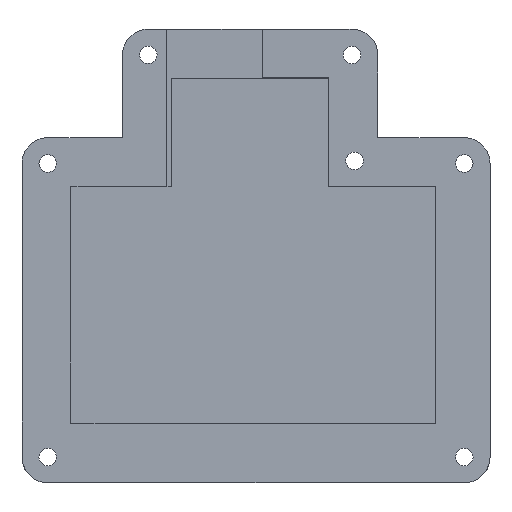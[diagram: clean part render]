
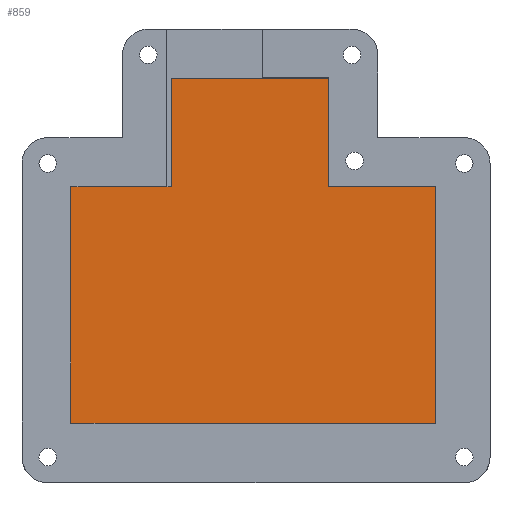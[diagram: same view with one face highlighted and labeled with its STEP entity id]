
A CAD part, top view. The second image highlights one B-rep face of the part: STEP entity #859.
In plain terms, the highlighted planar face has unit normal (0, 0, 1).
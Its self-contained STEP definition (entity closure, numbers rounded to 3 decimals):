
#45=PLANE('',#941);
#80=FACE_OUTER_BOUND('',#136,.T.);
#136=EDGE_LOOP('',(#679,#680,#681,#682,#683,#684,#685,#686));
#230=LINE('',#1389,#310);
#232=LINE('',#1393,#312);
#233=LINE('',#1395,#313);
#234=LINE('',#1397,#314);
#235=LINE('',#1399,#315);
#236=LINE('',#1401,#316);
#237=LINE('',#1403,#317);
#238=LINE('',#1404,#318);
#310=VECTOR('',#1112,10.);
#312=VECTOR('',#1116,10.);
#313=VECTOR('',#1117,10.);
#314=VECTOR('',#1118,10.);
#315=VECTOR('',#1119,10.);
#316=VECTOR('',#1120,10.);
#317=VECTOR('',#1121,10.);
#318=VECTOR('',#1122,10.);
#434=VERTEX_POINT('',#1386);
#435=VERTEX_POINT('',#1388);
#436=VERTEX_POINT('',#1392);
#437=VERTEX_POINT('',#1394);
#438=VERTEX_POINT('',#1396);
#439=VERTEX_POINT('',#1398);
#440=VERTEX_POINT('',#1400);
#441=VERTEX_POINT('',#1402);
#529=EDGE_CURVE('',#434,#435,#230,.T.);
#531=EDGE_CURVE('',#436,#434,#232,.T.);
#532=EDGE_CURVE('',#437,#436,#233,.T.);
#533=EDGE_CURVE('',#438,#437,#234,.T.);
#534=EDGE_CURVE('',#439,#438,#235,.T.);
#535=EDGE_CURVE('',#440,#439,#236,.T.);
#536=EDGE_CURVE('',#441,#440,#237,.T.);
#537=EDGE_CURVE('',#435,#441,#238,.T.);
#679=ORIENTED_EDGE('',*,*,#531,.F.);
#680=ORIENTED_EDGE('',*,*,#532,.F.);
#681=ORIENTED_EDGE('',*,*,#533,.F.);
#682=ORIENTED_EDGE('',*,*,#534,.F.);
#683=ORIENTED_EDGE('',*,*,#535,.F.);
#684=ORIENTED_EDGE('',*,*,#536,.F.);
#685=ORIENTED_EDGE('',*,*,#537,.F.);
#686=ORIENTED_EDGE('',*,*,#529,.F.);
#859=ADVANCED_FACE('',(#80),#45,.T.);
#941=AXIS2_PLACEMENT_3D('',#1391,#1114,#1115);
#1112=DIRECTION('',(1.,0.,0.));
#1114=DIRECTION('center_axis',(0.,0.,1.));
#1115=DIRECTION('ref_axis',(1.,0.,0.));
#1116=DIRECTION('',(0.,1.,0.));
#1117=DIRECTION('',(1.,0.,0.));
#1118=DIRECTION('',(0.,1.,0.));
#1119=DIRECTION('',(-1.,0.,0.));
#1120=DIRECTION('',(0.,-1.,0.));
#1121=DIRECTION('',(1.,0.,0.));
#1122=DIRECTION('',(0.,-1.,0.));
#1386=CARTESIAN_POINT('',(-13.179,46.443,3.));
#1388=CARTESIAN_POINT('',(17.356,46.443,3.));
#1389=CARTESIAN_POINT('',(-5.231,46.443,3.));
#1391=CARTESIAN_POINT('Origin',(2.716,12.943,3.));
#1392=CARTESIAN_POINT('',(-13.179,25.353,3.));
#1393=CARTESIAN_POINT('',(-13.179,19.148,3.));
#1394=CARTESIAN_POINT('',(-32.709,25.353,3.));
#1395=CARTESIAN_POINT('',(-14.997,25.353,3.));
#1396=CARTESIAN_POINT('',(-32.709,-20.557,3.));
#1397=CARTESIAN_POINT('',(-32.709,-3.807,3.));
#1398=CARTESIAN_POINT('',(38.141,-20.557,3.));
#1399=CARTESIAN_POINT('',(20.428,-20.557,3.));
#1400=CARTESIAN_POINT('',(38.141,25.353,3.));
#1401=CARTESIAN_POINT('',(38.141,19.148,3.));
#1402=CARTESIAN_POINT('',(17.356,25.353,3.));
#1403=CARTESIAN_POINT('',(10.036,25.353,3.));
#1404=CARTESIAN_POINT('',(17.356,29.693,3.));
